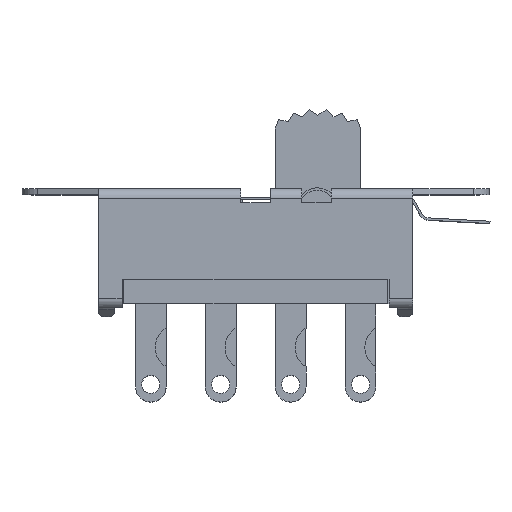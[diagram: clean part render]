
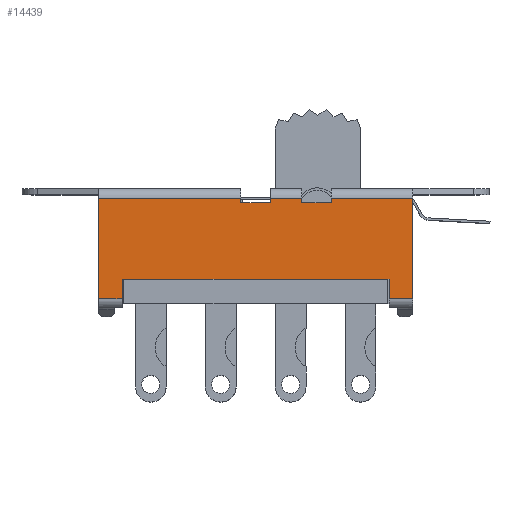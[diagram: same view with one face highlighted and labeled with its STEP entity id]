
A CAD part, top view. The second image highlights one B-rep face of the part: STEP entity #14439.
In plain terms, the highlighted planar face has unit normal (0, 0, 1).
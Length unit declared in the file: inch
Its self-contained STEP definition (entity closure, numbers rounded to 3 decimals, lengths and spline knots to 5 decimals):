
#996=FACE_OUTER_BOUND('',#1716,.T.);
#1716=EDGE_LOOP('',(#12391,#12392,#12393,#12394,#12395,#12396,#12397,#12398,
#12399,#12400,#12401,#12402,#12403,#12404,#12405,#12406,#12407,#12408));
#3414=LINE('',#22738,#5008);
#3503=LINE('',#22926,#5097);
#3508=LINE('',#22933,#5102);
#3524=LINE('',#22972,#5118);
#3593=LINE('',#23161,#5187);
#3613=LINE('',#23224,#5207);
#3619=LINE('',#23238,#5213);
#3620=LINE('',#23241,#5214);
#3621=LINE('',#23243,#5215);
#3622=LINE('',#23245,#5216);
#3623=LINE('',#23247,#5217);
#3624=LINE('',#23249,#5218);
#3625=LINE('',#23251,#5219);
#3626=LINE('',#23253,#5220);
#3627=LINE('',#23255,#5221);
#3628=LINE('',#23256,#5222);
#3629=LINE('',#23258,#5223);
#3630=LINE('',#23259,#5224);
#5008=VECTOR('',#18596,0.3937);
#5097=VECTOR('',#18855,0.3937);
#5102=VECTOR('',#18862,0.3937);
#5118=VECTOR('',#18888,0.3937);
#5187=VECTOR('',#19061,0.3937);
#5207=VECTOR('',#19135,0.3937);
#5213=VECTOR('',#19151,0.3937);
#5214=VECTOR('',#19154,0.3937);
#5215=VECTOR('',#19155,0.3937);
#5216=VECTOR('',#19156,0.3937);
#5217=VECTOR('',#19157,0.3937);
#5218=VECTOR('',#19158,0.3937);
#5219=VECTOR('',#19159,0.3937);
#5220=VECTOR('',#19160,0.3937);
#5221=VECTOR('',#19161,0.3937);
#5222=VECTOR('',#19162,0.3937);
#5223=VECTOR('',#19163,0.3937);
#5224=VECTOR('',#19164,0.3937);
#6442=VERTEX_POINT('',#22736);
#6443=VERTEX_POINT('',#22737);
#6457=VERTEX_POINT('',#22925);
#6458=VERTEX_POINT('',#22931);
#6475=VERTEX_POINT('',#22969);
#6476=VERTEX_POINT('',#22971);
#6543=VERTEX_POINT('',#23158);
#6544=VERTEX_POINT('',#23160);
#6560=VERTEX_POINT('',#23223);
#6564=VERTEX_POINT('',#23240);
#6565=VERTEX_POINT('',#23242);
#6566=VERTEX_POINT('',#23244);
#6567=VERTEX_POINT('',#23246);
#6568=VERTEX_POINT('',#23248);
#6569=VERTEX_POINT('',#23250);
#6570=VERTEX_POINT('',#23252);
#6571=VERTEX_POINT('',#23254);
#6572=VERTEX_POINT('',#23257);
#8285=EDGE_CURVE('',#6442,#6443,#3414,.T.);
#8381=EDGE_CURVE('',#6457,#6442,#3503,.T.);
#8386=EDGE_CURVE('',#6443,#6458,#3508,.T.);
#8405=EDGE_CURVE('',#6475,#6476,#3524,.T.);
#8502=EDGE_CURVE('',#6543,#6544,#3593,.T.);
#8534=EDGE_CURVE('',#6544,#6560,#3613,.T.);
#8542=EDGE_CURVE('',#6458,#6560,#3619,.T.);
#8543=EDGE_CURVE('',#6543,#6564,#3620,.T.);
#8544=EDGE_CURVE('',#6564,#6565,#3621,.T.);
#8545=EDGE_CURVE('',#6565,#6566,#3622,.T.);
#8546=EDGE_CURVE('',#6566,#6567,#3623,.T.);
#8547=EDGE_CURVE('',#6567,#6568,#3624,.T.);
#8548=EDGE_CURVE('',#6568,#6569,#3625,.T.);
#8549=EDGE_CURVE('',#6569,#6570,#3626,.T.);
#8550=EDGE_CURVE('',#6570,#6571,#3627,.T.);
#8551=EDGE_CURVE('',#6571,#6476,#3628,.T.);
#8552=EDGE_CURVE('',#6572,#6475,#3629,.T.);
#8553=EDGE_CURVE('',#6572,#6457,#3630,.T.);
#12391=ORIENTED_EDGE('',*,*,#8534,.F.);
#12392=ORIENTED_EDGE('',*,*,#8502,.F.);
#12393=ORIENTED_EDGE('',*,*,#8543,.T.);
#12394=ORIENTED_EDGE('',*,*,#8544,.T.);
#12395=ORIENTED_EDGE('',*,*,#8545,.T.);
#12396=ORIENTED_EDGE('',*,*,#8546,.T.);
#12397=ORIENTED_EDGE('',*,*,#8547,.T.);
#12398=ORIENTED_EDGE('',*,*,#8548,.T.);
#12399=ORIENTED_EDGE('',*,*,#8549,.T.);
#12400=ORIENTED_EDGE('',*,*,#8550,.T.);
#12401=ORIENTED_EDGE('',*,*,#8551,.T.);
#12402=ORIENTED_EDGE('',*,*,#8405,.F.);
#12403=ORIENTED_EDGE('',*,*,#8552,.F.);
#12404=ORIENTED_EDGE('',*,*,#8553,.T.);
#12405=ORIENTED_EDGE('',*,*,#8381,.T.);
#12406=ORIENTED_EDGE('',*,*,#8285,.T.);
#12407=ORIENTED_EDGE('',*,*,#8386,.T.);
#12408=ORIENTED_EDGE('',*,*,#8542,.T.);
#13130=PLANE('',#15533);
#14439=ADVANCED_FACE('',(#996),#13130,.T.);
#15533=AXIS2_PLACEMENT_3D('',#23239,#19152,#19153);
#18596=DIRECTION('',(1.,0.,0.));
#18855=DIRECTION('',(1.,0.,0.));
#18862=DIRECTION('',(1.,0.,0.));
#18888=DIRECTION('',(0.,1.,0.));
#19061=DIRECTION('',(0.,-1.,0.));
#19135=DIRECTION('',(-1.,0.,0.));
#19151=DIRECTION('',(0.,-1.,0.));
#19152=DIRECTION('center_axis',(0.,0.,
1.));
#19153=DIRECTION('ref_axis',(1.,0.,0.));
#19154=DIRECTION('',(-1.,0.,0.));
#19155=DIRECTION('',(0.,-1.,0.));
#19156=DIRECTION('',(-1.,0.,0.));
#19157=DIRECTION('',(0.,1.,0.));
#19158=DIRECTION('',(-1.,0.,0.));
#19159=DIRECTION('',(0.,-1.,0.));
#19160=DIRECTION('',(-1.,0.,0.));
#19161=DIRECTION('',(0.,1.,0.));
#19162=DIRECTION('',(-1.,0.,0.));
#19163=DIRECTION('',(-1.,0.,0.));
#19164=DIRECTION('',(0.,1.,0.));
#22736=CARTESIAN_POINT('',(-0.33603,-0.01851,-0.24425));
#22737=CARTESIAN_POINT('',(0.33597,-0.01851,-0.24425));
#22738=CARTESIAN_POINT('',(0.17,-0.01851,-0.24425));
#22925=CARTESIAN_POINT('',(-0.34,-0.01851,-0.24425));
#22926=CARTESIAN_POINT('',(0.17,-0.01851,-0.24425));
#22931=CARTESIAN_POINT('',(0.34,-0.01851,-0.24425));
#22933=CARTESIAN_POINT('',(0.17,-0.01851,-0.24425));
#22969=CARTESIAN_POINT('',(-0.4,-0.06851,-0.24425));
#22971=CARTESIAN_POINT('',(-0.4,0.18678,-0.24425));
#22972=CARTESIAN_POINT('',(-0.4,-0.14551,-0.24425));
#23158=CARTESIAN_POINT('',(0.4,0.18678,-0.24425));
#23160=CARTESIAN_POINT('',(0.4,-0.06851,-0.24425));
#23161=CARTESIAN_POINT('',(0.4,0.89049,-0.24425));
#23223=CARTESIAN_POINT('',(0.34,-0.06851,-0.24425));
#23224=CARTESIAN_POINT('',(0.,-0.06851,-0.24425));
#23238=CARTESIAN_POINT('',(0.34,0.14699,-0.24425));
#23239=CARTESIAN_POINT('Origin',(0.,0.37249,
-0.24425));
#23240=CARTESIAN_POINT('',(0.193,0.18678,-0.24425));
#23241=CARTESIAN_POINT('',(0.,0.18678,-0.24425));
#23242=CARTESIAN_POINT('',(0.193,0.17649,-0.24425));
#23243=CARTESIAN_POINT('',(0.193,0.27449,-0.24425));
#23244=CARTESIAN_POINT('',(0.117,0.17649,-0.24425));
#23245=CARTESIAN_POINT('',(0.0585,0.17649,-0.24425));
#23246=CARTESIAN_POINT('',(0.117,0.18678,-0.24425));
#23247=CARTESIAN_POINT('',(0.117,0.33874,-0.24425));
#23248=CARTESIAN_POINT('',(0.038,0.18678,-0.24425));
#23249=CARTESIAN_POINT('',(0.,0.18678,-0.24425));
#23250=CARTESIAN_POINT('',(0.038,0.17649,-0.24425));
#23251=CARTESIAN_POINT('',(0.038,0.27449,-0.24425));
#23252=CARTESIAN_POINT('',(-0.038,0.17649,-0.24425));
#23253=CARTESIAN_POINT('',(-0.019,0.17649,-0.24425));
#23254=CARTESIAN_POINT('',(-0.038,0.18678,-0.24425));
#23255=CARTESIAN_POINT('',(-0.038,0.33874,-0.24425));
#23256=CARTESIAN_POINT('',(0.,0.18678,-0.24425));
#23257=CARTESIAN_POINT('',(-0.34,-0.06851,-0.24425));
#23258=CARTESIAN_POINT('',(0.,-0.06851,-0.24425));
#23259=CARTESIAN_POINT('',(-0.34,0.17699,-0.24425));
